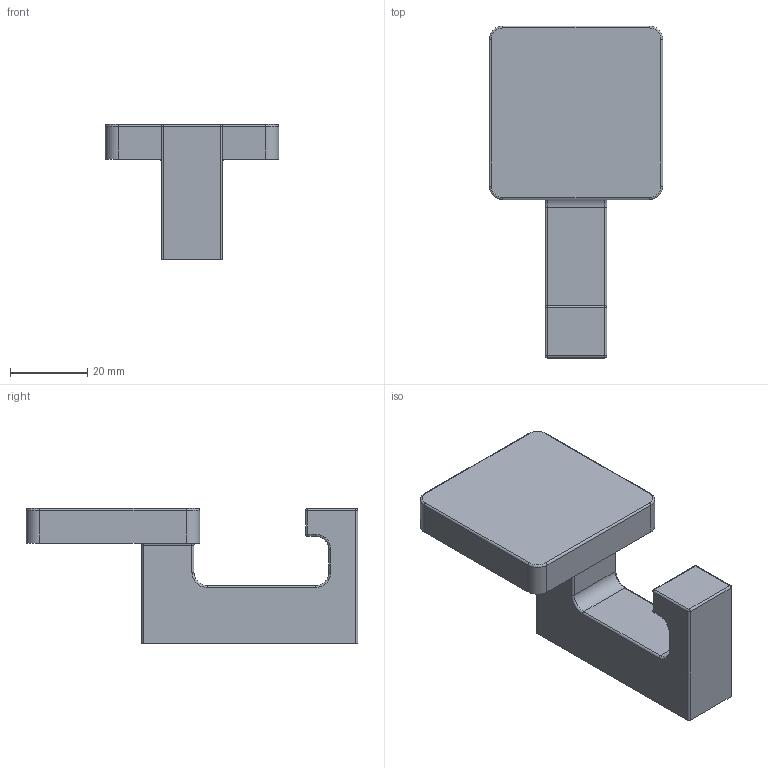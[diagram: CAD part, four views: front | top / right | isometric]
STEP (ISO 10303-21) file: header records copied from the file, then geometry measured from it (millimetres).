
FILE_DESCRIPTION (( 'STEP AP214' ), '1' );
FILE_NAME ('F002463,F002464,F002465,F002466,F002467_3D.step', '2022-07-07T08:07:34', ( '' ), ( '' ), 'SwSTEP 2.0', 'SolidWorks 2020', '' );
FILE_SCHEMA (( 'AUTOMOTIVE_DESIGN' ));
Length unit declared in the file: millimetre
Products named in the file (1): F002463,F002464,F002465,F002466,F002467_3D
Bounding box: 45 x 86 x 35 mm (x, y, z)
Volume: 37000.9 mm3; surface area: 10968.8 mm2
Topology: 1 solids, 1 shells, 81 faces, 188 edges, 102 vertices
Faces by surface type: cylinder 38, plane 17, torus 16, sphere 6, cone 4
Entity records: 2284 total; most frequent: DIRECTION 436, CARTESIAN_POINT 362, ORIENTED_EDGE 356, EDGE_CURVE 178, AXIS2_PLACEMENT_3D 176, VERTEX_POINT 102, CIRCLE 94, LINE 84
